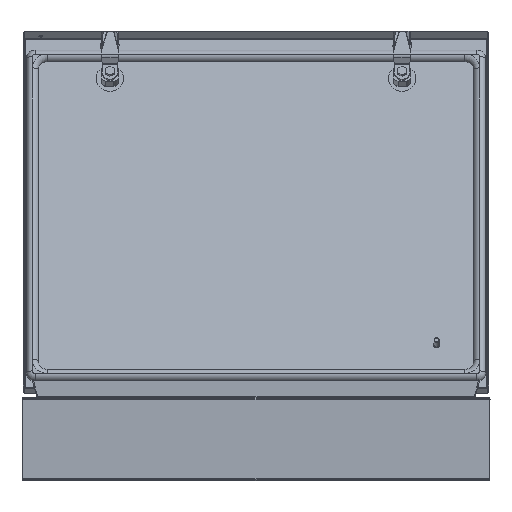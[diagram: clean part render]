
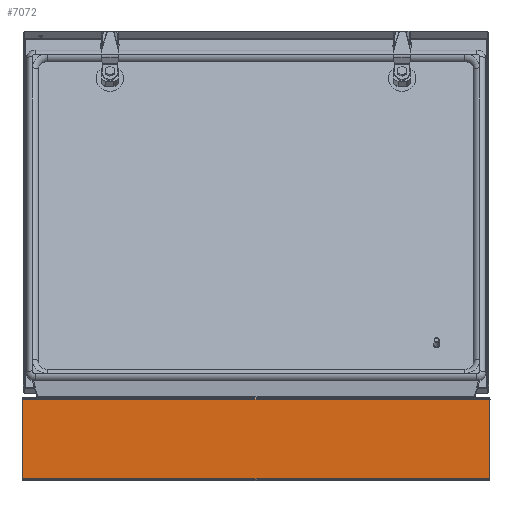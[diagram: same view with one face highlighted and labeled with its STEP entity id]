
A CAD part, left-side view. The second image highlights one B-rep face of the part: STEP entity #7072.
In plain terms, the highlighted planar face has unit normal (-1, 0, 0).
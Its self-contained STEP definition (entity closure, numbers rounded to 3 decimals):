
#2840 = EDGE_CURVE ( 'NONE', #17287, #17632, #9384, .T. ) ;
#2898 = LINE ( 'NONE', #9692, #5552 ) ;
#4188 = VECTOR ( 'NONE', #21255, 1000. ) ;
#4376 = CARTESIAN_POINT ( 'NONE',  ( -220., -268.965, 94. ) ) ;
#4744 = LINE ( 'NONE', #13365, #4188 ) ;
#5014 = CARTESIAN_POINT ( 'NONE',  ( -220., -268.965, 94. ) ) ;
#5065 = CARTESIAN_POINT ( 'NONE',  ( -220., 268.965, 2. ) ) ;
#5552 = VECTOR ( 'NONE', #14641, 1000. ) ;
#5730 = FACE_OUTER_BOUND ( 'NONE', #20665, .T. ) ;
#7072 = ADVANCED_FACE ( 'NONE', ( #5730 ), #17268, .T. ) ;
#7238 = AXIS2_PLACEMENT_3D ( 'NONE', #15632, #20253, #20047 ) ;
#8761 = EDGE_CURVE ( 'NONE', #10969, #17287, #15804, .T. ) ;
#9384 = LINE ( 'NONE', #14903, #11950 ) ;
#9692 = CARTESIAN_POINT ( 'NONE',  ( -220., -268.965, 96. ) ) ;
#10923 = ORIENTED_EDGE ( 'NONE', *, *, #2840, .T. ) ;
#10969 = VERTEX_POINT ( 'NONE', #5014 ) ;
#11309 = CARTESIAN_POINT ( 'NONE',  ( -220., -268.965, 2. ) ) ;
#11950 = VECTOR ( 'NONE', #16525, 1000. ) ;
#12029 = EDGE_CURVE ( 'NONE', #17632, #19483, #4744, .T. ) ;
#12916 = EDGE_CURVE ( 'NONE', #19483, #10969, #2898, .T. ) ;
#13365 = CARTESIAN_POINT ( 'NONE',  ( -220., 2970., 2. ) ) ;
#13386 = CARTESIAN_POINT ( 'NONE',  ( -220., 268.965, 94. ) ) ;
#14385 = DIRECTION ( 'NONE',  ( 0., 1., 0. ) ) ;
#14641 = DIRECTION ( 'NONE',  ( 0., 0., 1. ) ) ;
#14793 = ORIENTED_EDGE ( 'NONE', *, *, #8761, .T. ) ;
#14903 = CARTESIAN_POINT ( 'NONE',  ( -220., 268.965, 96. ) ) ;
#15632 = CARTESIAN_POINT ( 'NONE',  ( -220., 2970., 96. ) ) ;
#15804 = LINE ( 'NONE', #4376, #18677 ) ;
#16525 = DIRECTION ( 'NONE',  ( 0., 0., -1. ) ) ;
#17268 = PLANE ( 'NONE',  #7238 ) ;
#17287 = VERTEX_POINT ( 'NONE', #13386 ) ;
#17551 = ORIENTED_EDGE ( 'NONE', *, *, #12916, .T. ) ;
#17632 = VERTEX_POINT ( 'NONE', #5065 ) ;
#18677 = VECTOR ( 'NONE', #14385, 1000. ) ;
#19380 = ORIENTED_EDGE ( 'NONE', *, *, #12029, .T. ) ;
#19483 = VERTEX_POINT ( 'NONE', #11309 ) ;
#20047 = DIRECTION ( 'NONE',  ( 0., 0., 1. ) ) ;
#20253 = DIRECTION ( 'NONE',  ( -1., 0., 0. ) ) ;
#20665 = EDGE_LOOP ( 'NONE', ( #17551, #14793, #10923, #19380 ) ) ;
#21255 = DIRECTION ( 'NONE',  ( 0., -1., 0. ) ) ;
